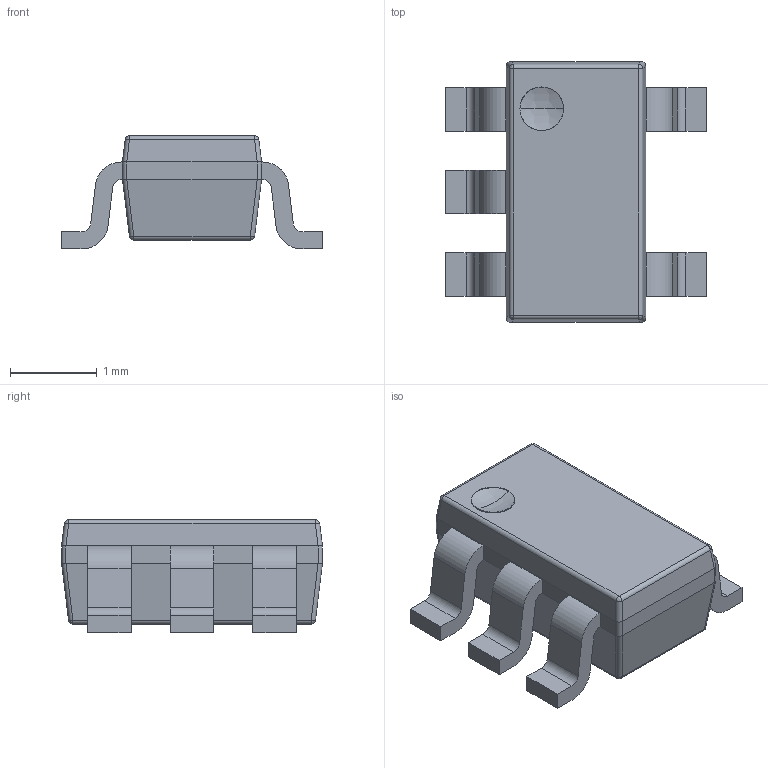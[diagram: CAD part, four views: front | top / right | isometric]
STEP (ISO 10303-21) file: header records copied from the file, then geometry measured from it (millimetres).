
FILE_DESCRIPTION (( 'STEP AP214' ), '1' );
FILE_NAME ('User Library-SOT-23-5-3.STEP', '2020-07-20T11:03:07', ( '' ), ( '' ), 'SwSTEP 2.0', 'SolidWorks 2020', '' );
FILE_SCHEMA (( 'AUTOMOTIVE_DESIGN' ));
Length unit declared in the file: millimetre
Products named in the file (8): Pin_2; Mark; Body; Pin; Pin_4; User Library-SOT-23-5-3; Pin_5; Pin_3
Assembly tree (7 placements, depth 2):
  User Library-SOT-23-5-3
    Mark
    Body
    Pin
    Pin_2
    Pin_3
    Pin_4
    Pin_5
Bounding box: 3 x 3 x 1.31 mm (x, y, z)
Volume: 0.7 mm3; surface area: 29.5 mm2
Topology: 6 solids, 9 shells, 121 faces, 278 edges, 172 vertices
Faces by surface type: plane 65, cylinder 44, bspline 12
Entity records: 3871 total; most frequent: CARTESIAN_POINT 856, DIRECTION 576, ORIENTED_EDGE 548, EDGE_CURVE 278, AXIS2_PLACEMENT_3D 192, VECTOR 192, LINE 192, VERTEX_POINT 172
